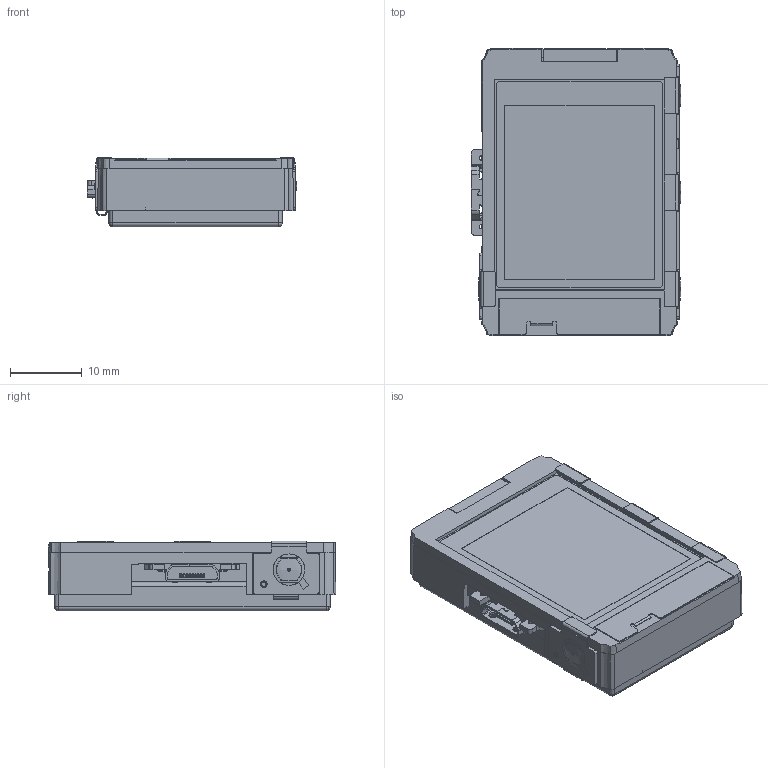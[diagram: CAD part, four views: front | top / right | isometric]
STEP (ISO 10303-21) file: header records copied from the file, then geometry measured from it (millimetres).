
FILE_DESCRIPTION((''),'2;1');
FILE_NAME('ASM0008_ASM','2015-09-02T',('mozhen'),(''),'PRO/ENGINEER BY PARAMETRIC TECHNOLOGY CORPORATION, 2012130','PRO/ENGINEER BY PARAMETRIC TECHNOLOGY CORPORATION, 2012130','');
FILE_SCHEMA(('CONFIG_CONTROL_DESIGN'));
Length unit declared in the file: millimetre
Products named in the file (4): PRT0003; PRT0004; GENA_ASM; ASM0008_ASM
Assembly tree (3 placements, depth 3):
  ASM0008_ASM
    GENA_ASM
      PRT0003
      PRT0004
Bounding box: 29.21 x 40.2 x 9.75 mm (x, y, z)
Volume: 9381.4 mm3; surface area: 8420.2 mm2
Topology: 2 solids, 11 shells, 1006 faces, 2829 edges, 1852 vertices
Faces by surface type: plane 625, cylinder 276, cone 59, sphere 26, torus 10, bspline 10
Entity records: 33362 total; most frequent: CARTESIAN_POINT 6776, ORIENTED_EDGE 5650, DIRECTION 5481, EDGE_CURVE 2825, VECTOR 1937, LINE 1937, VERTEX_POINT 1852, AXIS2_PLACEMENT_3D 1772
